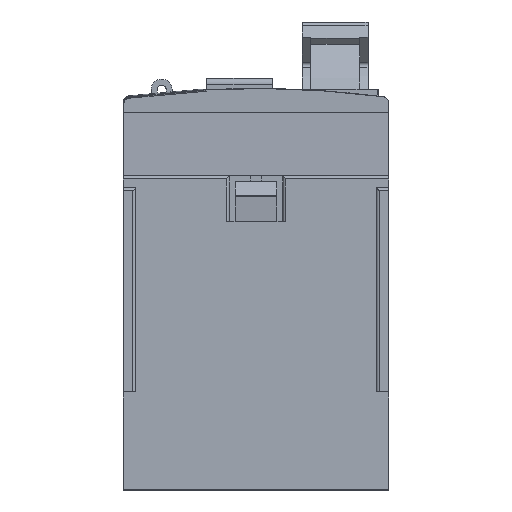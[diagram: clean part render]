
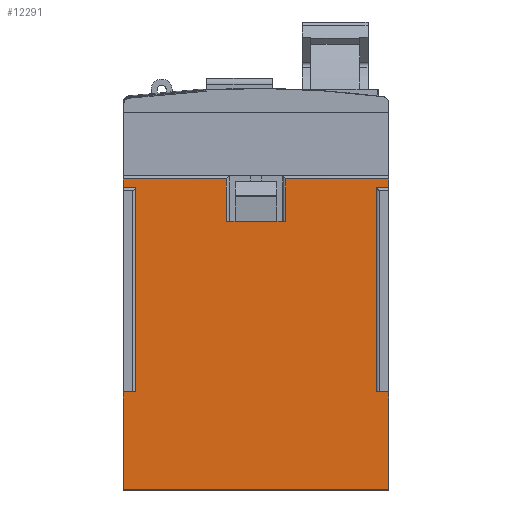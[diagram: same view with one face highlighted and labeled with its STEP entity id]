
A CAD part, front view. The second image highlights one B-rep face of the part: STEP entity #12291.
In plain terms, the highlighted planar face has unit normal (0, -1, 0).
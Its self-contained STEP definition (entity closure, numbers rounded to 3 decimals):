
#2059=DIRECTION('',(0.,-0.036,0.999));
#2060=VECTOR('',#2059,0.082);
#2061=CARTESIAN_POINT('',(18.75,4.4,44.902));
#2062=LINE('',#2061,#2060);
#2066=DIRECTION('',(-1.,0.,0.));
#2067=VECTOR('',#2066,7.);
#2068=CARTESIAN_POINT('',(25.75,4.4,44.902));
#2069=LINE('',#2068,#2067);
#2073=DIRECTION('',(0.,-0.024,1.));
#2074=VECTOR('',#2073,0.082);
#2075=CARTESIAN_POINT('',(25.75,4.4,44.902));
#2076=LINE('',#2075,#2074);
#2080=DIRECTION('',(0.,0.,1.));
#2081=VECTOR('',#2080,7.076);
#2082=CARTESIAN_POINT('',(27.25,4.4,44.984));
#2083=LINE('',#2082,#2081);
#2087=DIRECTION('',(1.,0.,0.));
#2088=VECTOR('',#2087,17.25);
#2089=CARTESIAN_POINT('',(27.25,4.4,52.06));
#2090=LINE('',#2089,#2088);
#2094=DIRECTION('',(0.,0.,-1.));
#2095=VECTOR('',#2094,1.5);
#2096=CARTESIAN_POINT('',(44.5,4.4,52.06));
#2097=LINE('',#2096,#2095);
#2101=DIRECTION('',(1.,0.,0.));
#2102=VECTOR('',#2101,2.15);
#2103=CARTESIAN_POINT('',(42.35,4.4,50.56));
#2104=LINE('',#2103,#2102);
#2108=DIRECTION('',(0.,0.,-1.));
#2109=VECTOR('',#2108,34.15);
#2110=CARTESIAN_POINT('',(42.35,4.4,50.56));
#2111=LINE('',#2110,#2109);
#2115=DIRECTION('',(1.,0.,0.));
#2116=VECTOR('',#2115,2.15);
#2117=CARTESIAN_POINT('',(42.35,4.4,16.41));
#2118=LINE('',#2117,#2116);
#2122=DIRECTION('',(1.,0.,0.));
#2123=VECTOR('',#2122,2.15);
#2124=CARTESIAN_POINT('',(0.,4.4,16.41));
#2125=LINE('',#2124,#2123);
#2129=DIRECTION('',(1.,0.,0.));
#2130=VECTOR('',#2129,2.15);
#2131=CARTESIAN_POINT('',(0.,4.4,50.56));
#2132=LINE('',#2131,#2130);
#2136=DIRECTION('',(0.,0.,1.));
#2137=VECTOR('',#2136,1.5);
#2138=CARTESIAN_POINT('',(0.,4.4,50.56));
#2139=LINE('',#2138,#2137);
#2143=DIRECTION('',(1.,0.,0.));
#2144=VECTOR('',#2143,17.25);
#2145=CARTESIAN_POINT('',(0.,4.4,52.06));
#2146=LINE('',#2145,#2144);
#2150=DIRECTION('',(0.,0.,-1.));
#2151=VECTOR('',#2150,7.076);
#2152=CARTESIAN_POINT('',(17.25,4.4,52.06));
#2153=LINE('',#2152,#2151);
#2235=DIRECTION('',(1.,-0.002,0.));
#2236=VECTOR('',#2235,1.5);
#2237=CARTESIAN_POINT('',(17.25,4.4,44.984));
#2238=LINE('',#2237,#2236);
#2279=DIRECTION('',(1.,0.001,0.));
#2280=VECTOR('',#2279,1.5);
#2281=CARTESIAN_POINT('',(25.75,4.398,44.984));
#2282=LINE('',#2281,#2280);
#2314=CARTESIAN_POINT('',(17.25,4.4,52.06));
#2342=CARTESIAN_POINT('',(27.25,4.4,52.06));
#2499=DIRECTION('',(0.,0.,-1.));
#2500=VECTOR('',#2499,16.38);
#2501=CARTESIAN_POINT('',(0.,4.4,16.41));
#2502=LINE('',#2501,#2500);
#2808=DIRECTION('',(0.,0.,-1.));
#2809=VECTOR('',#2808,16.38);
#2810=CARTESIAN_POINT('',(44.5,4.4,16.41));
#2811=LINE('',#2810,#2809);
#3065=DIRECTION('',(1.,0.,0.));
#3066=VECTOR('',#3065,44.5);
#3067=CARTESIAN_POINT('',(0.,4.4,0.03));
#3068=LINE('',#3067,#3066);
#8784=DIRECTION('',(0.,0.,-1.));
#8785=VECTOR('',#8784,34.15);
#8786=CARTESIAN_POINT('',(2.15,4.4,50.56));
#8787=LINE('',#8786,#8785);
#8969=CARTESIAN_POINT('',(0.,4.4,52.06));
#8970=VERTEX_POINT('',#8969);
#8977=CARTESIAN_POINT('',(0.,4.4,16.41));
#8978=VERTEX_POINT('',#8977);
#8979=CARTESIAN_POINT('',(0.,4.4,0.03));
#8980=VERTEX_POINT('',#8979);
#9045=CARTESIAN_POINT('',(44.5,4.4,52.06));
#9046=VERTEX_POINT('',#9045);
#9053=CARTESIAN_POINT('',(44.5,4.4,16.41));
#9054=VERTEX_POINT('',#9053);
#9055=CARTESIAN_POINT('',(44.5,4.4,0.03));
#9056=VERTEX_POINT('',#9055);
#10030=VERTEX_POINT('',#2314);
#10031=VERTEX_POINT('',#2342);
#10048=CARTESIAN_POINT('',(2.15,4.4,16.41));
#10049=VERTEX_POINT('',#10048);
#10050=CARTESIAN_POINT('',(42.35,4.4,16.41));
#10051=VERTEX_POINT('',#10050);
#10052=CARTESIAN_POINT('',(17.25,4.4,44.984));
#10053=VERTEX_POINT('',#10052);
#10054=CARTESIAN_POINT('',(27.25,4.4,44.984));
#10055=VERTEX_POINT('',#10054);
#10056=CARTESIAN_POINT('',(2.15,4.4,50.56));
#10057=VERTEX_POINT('',#10056);
#10058=CARTESIAN_POINT('',(42.35,4.4,50.56));
#10059=VERTEX_POINT('',#10058);
#10060=CARTESIAN_POINT('',(0.,4.4,50.56));
#10061=VERTEX_POINT('',#10060);
#10062=CARTESIAN_POINT('',(44.5,4.4,50.56));
#10063=VERTEX_POINT('',#10062);
#10080=CARTESIAN_POINT('',(25.75,4.4,44.902));
#10081=CARTESIAN_POINT('',(18.75,4.4,44.902));
#10082=VERTEX_POINT('',#10080);
#10083=VERTEX_POINT('',#10081);
#10084=CARTESIAN_POINT('',(18.75,4.397,44.984));
#10085=VERTEX_POINT('',#10084);
#10086=CARTESIAN_POINT('',(25.75,4.398,44.984));
#10087=VERTEX_POINT('',#10086);
#12245=CARTESIAN_POINT('',(0.,4.4,52.06));
#12246=DIRECTION('',(0.,-1.,0.));
#12247=DIRECTION('',(0.,0.,-1.));
#12248=AXIS2_PLACEMENT_3D('',#12245,#12246,#12247);
#12249=PLANE('',#12248);
#12251=ORIENTED_EDGE('',*,*,#12250,.F.);
#12253=ORIENTED_EDGE('',*,*,#12252,.F.);
#12255=ORIENTED_EDGE('',*,*,#12254,.T.);
#12257=ORIENTED_EDGE('',*,*,#12256,.T.);
#12258=ORIENTED_EDGE('',*,*,#12235,.T.);
#12260=ORIENTED_EDGE('',*,*,#12259,.T.);
#12262=ORIENTED_EDGE('',*,*,#12261,.T.);
#12264=ORIENTED_EDGE('',*,*,#12263,.F.);
#12266=ORIENTED_EDGE('',*,*,#12265,.T.);
#12268=ORIENTED_EDGE('',*,*,#12267,.T.);
#12270=ORIENTED_EDGE('',*,*,#12269,.T.);
#12272=ORIENTED_EDGE('',*,*,#12271,.F.);
#12274=ORIENTED_EDGE('',*,*,#12273,.F.);
#12276=ORIENTED_EDGE('',*,*,#12275,.T.);
#12278=ORIENTED_EDGE('',*,*,#12277,.F.);
#12280=ORIENTED_EDGE('',*,*,#12279,.F.);
#12282=ORIENTED_EDGE('',*,*,#12281,.T.);
#12284=ORIENTED_EDGE('',*,*,#12283,.T.);
#12286=ORIENTED_EDGE('',*,*,#12285,.T.);
#12288=ORIENTED_EDGE('',*,*,#12287,.T.);
#12289=EDGE_LOOP('',(#12251,#12253,#12255,#12257,#12258,#12260,#12262,#12264,
#12266,#12268,#12270,#12272,#12274,#12276,#12278,#12280,#12282,#12284,#12286,
#12288));
#12290=FACE_OUTER_BOUND('',#12289,.F.);
#12235=EDGE_CURVE('',#10055,#10031,#2083,.T.);
#12250=EDGE_CURVE('',#10083,#10085,#2062,.T.);
#12252=EDGE_CURVE('',#10082,#10083,#2069,.T.);
#12254=EDGE_CURVE('',#10082,#10087,#2076,.T.);
#12256=EDGE_CURVE('',#10087,#10055,#2282,.T.);
#12259=EDGE_CURVE('',#10031,#9046,#2090,.T.);
#12261=EDGE_CURVE('',#9046,#10063,#2097,.T.);
#12263=EDGE_CURVE('',#10059,#10063,#2104,.T.);
#12265=EDGE_CURVE('',#10059,#10051,#2111,.T.);
#12267=EDGE_CURVE('',#10051,#9054,#2118,.T.);
#12269=EDGE_CURVE('',#9054,#9056,#2811,.T.);
#12271=EDGE_CURVE('',#8980,#9056,#3068,.T.);
#12273=EDGE_CURVE('',#8978,#8980,#2502,.T.);
#12275=EDGE_CURVE('',#8978,#10049,#2125,.T.);
#12277=EDGE_CURVE('',#10057,#10049,#8787,.T.);
#12279=EDGE_CURVE('',#10061,#10057,#2132,.T.);
#12281=EDGE_CURVE('',#10061,#8970,#2139,.T.);
#12283=EDGE_CURVE('',#8970,#10030,#2146,.T.);
#12285=EDGE_CURVE('',#10030,#10053,#2153,.T.);
#12287=EDGE_CURVE('',#10053,#10085,#2238,.T.);
#12291=ADVANCED_FACE('',(#12290),#12249,.T.);
